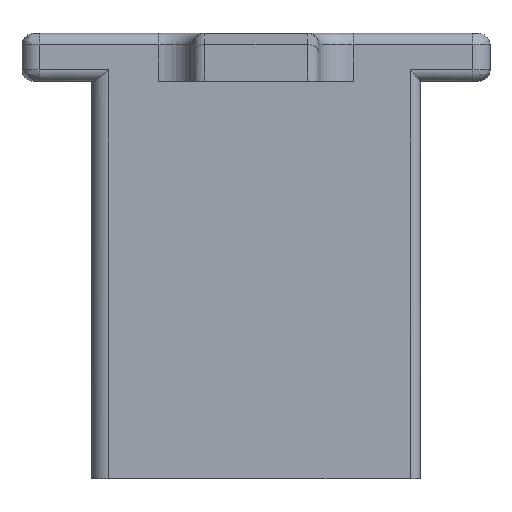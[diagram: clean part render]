
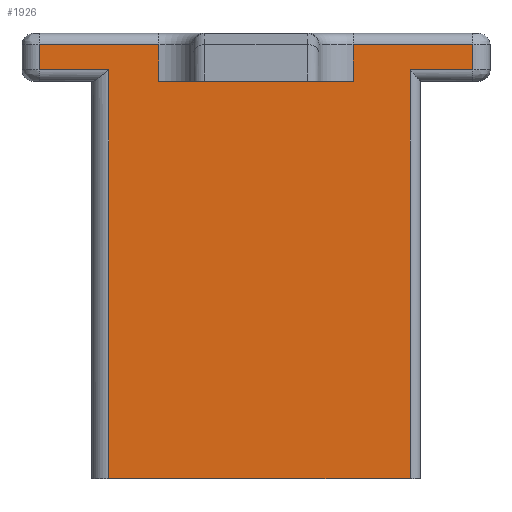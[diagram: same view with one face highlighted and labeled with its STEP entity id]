
A CAD part, top view. The second image highlights one B-rep face of the part: STEP entity #1926.
In plain terms, the highlighted planar face has unit normal (0, 0, 1).
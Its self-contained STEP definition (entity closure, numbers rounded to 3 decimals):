
#44=PLANE('',#2081);
#113=LINE('',#2764,#334);
#118=LINE('',#2774,#339);
#120=LINE('',#2777,#341);
#142=LINE('',#2842,#363);
#146=LINE('',#2906,#367);
#150=LINE('',#2917,#371);
#152=LINE('',#2924,#373);
#165=LINE('',#2955,#386);
#166=LINE('',#2959,#387);
#167=LINE('',#2961,#388);
#168=LINE('',#2963,#389);
#169=LINE('',#2965,#390);
#170=LINE('',#2966,#391);
#171=LINE('',#2968,#392);
#172=LINE('',#2969,#393);
#173=LINE('',#2970,#394);
#334=VECTOR('',#2224,10.);
#339=VECTOR('',#2233,10.);
#341=VECTOR('',#2237,10.);
#363=VECTOR('',#2289,10.);
#367=VECTOR('',#2325,10.);
#371=VECTOR('',#2337,10.);
#373=VECTOR('',#2345,10.);
#386=VECTOR('',#2374,10.);
#387=VECTOR('',#2379,10.);
#388=VECTOR('',#2380,10.);
#389=VECTOR('',#2381,10.);
#390=VECTOR('',#2382,10.);
#391=VECTOR('',#2383,10.);
#392=VECTOR('',#2384,10.);
#393=VECTOR('',#2385,10.);
#394=VECTOR('',#2386,10.);
#605=FACE_OUTER_BOUND('',#713,.T.);
#713=EDGE_LOOP('',(#1484,#1485,#1486,#1487,#1488,#1489,#1490,#1491,#1492,
#1493,#1494,#1495,#1496,#1497,#1498,#1499));
#865=VERTEX_POINT('',#2761);
#866=VERTEX_POINT('',#2763);
#868=VERTEX_POINT('',#2771);
#869=VERTEX_POINT('',#2773);
#896=VERTEX_POINT('',#2836);
#897=VERTEX_POINT('',#2840);
#904=VERTEX_POINT('',#2900);
#905=VERTEX_POINT('',#2904);
#908=VERTEX_POINT('',#2916);
#910=VERTEX_POINT('',#2922);
#920=VERTEX_POINT('',#2954);
#921=VERTEX_POINT('',#2958);
#922=VERTEX_POINT('',#2960);
#923=VERTEX_POINT('',#2962);
#924=VERTEX_POINT('',#2964);
#925=VERTEX_POINT('',#2967);
#1054=EDGE_CURVE('',#866,#865,#113,.T.);
#1059=EDGE_CURVE('',#869,#868,#118,.T.);
#1061=EDGE_CURVE('',#868,#866,#120,.T.);
#1094=EDGE_CURVE('',#897,#896,#142,.T.);
#1110=EDGE_CURVE('',#905,#904,#146,.T.);
#1115=EDGE_CURVE('',#896,#908,#150,.T.);
#1119=EDGE_CURVE('',#910,#897,#152,.T.);
#1134=EDGE_CURVE('',#904,#920,#165,.T.);
#1136=EDGE_CURVE('',#921,#910,#166,.T.);
#1137=EDGE_CURVE('',#922,#921,#167,.T.);
#1138=EDGE_CURVE('',#922,#923,#168,.T.);
#1139=EDGE_CURVE('',#924,#923,#169,.T.);
#1140=EDGE_CURVE('',#920,#924,#170,.T.);
#1141=EDGE_CURVE('',#925,#905,#171,.T.);
#1142=EDGE_CURVE('',#925,#869,#172,.T.);
#1143=EDGE_CURVE('',#865,#908,#173,.T.);
#1484=ORIENTED_EDGE('',*,*,#1094,.F.);
#1485=ORIENTED_EDGE('',*,*,#1119,.F.);
#1486=ORIENTED_EDGE('',*,*,#1136,.F.);
#1487=ORIENTED_EDGE('',*,*,#1137,.F.);
#1488=ORIENTED_EDGE('',*,*,#1138,.T.);
#1489=ORIENTED_EDGE('',*,*,#1139,.F.);
#1490=ORIENTED_EDGE('',*,*,#1140,.F.);
#1491=ORIENTED_EDGE('',*,*,#1134,.F.);
#1492=ORIENTED_EDGE('',*,*,#1110,.F.);
#1493=ORIENTED_EDGE('',*,*,#1141,.F.);
#1494=ORIENTED_EDGE('',*,*,#1142,.T.);
#1495=ORIENTED_EDGE('',*,*,#1059,.T.);
#1496=ORIENTED_EDGE('',*,*,#1061,.T.);
#1497=ORIENTED_EDGE('',*,*,#1054,.T.);
#1498=ORIENTED_EDGE('',*,*,#1143,.T.);
#1499=ORIENTED_EDGE('',*,*,#1115,.F.);
#1926=ADVANCED_FACE('',(#605),#44,.T.);
#2081=AXIS2_PLACEMENT_3D('',#2957,#2377,#2378);
#2224=DIRECTION('',(0.,-1.,0.));
#2233=DIRECTION('',(0.,1.,0.));
#2237=DIRECTION('',(-1.,0.,0.));
#2289=DIRECTION('',(1.,0.,0.));
#2325=DIRECTION('',(1.,0.,0.));
#2337=DIRECTION('',(0.,-1.,0.));
#2345=DIRECTION('',(0.,1.,0.));
#2374=DIRECTION('',(0.,-1.,0.));
#2377=DIRECTION('center_axis',(0.,0.,1.));
#2378=DIRECTION('ref_axis',(-1.,0.,0.));
#2379=DIRECTION('',(-1.,0.,0.));
#2380=DIRECTION('',(0.,1.,0.));
#2381=DIRECTION('',(1.,0.,0.));
#2382=DIRECTION('',(0.,-1.,0.));
#2383=DIRECTION('',(-1.,0.,0.));
#2384=DIRECTION('',(0.,1.,0.));
#2385=DIRECTION('',(-1.,0.,0.));
#2386=DIRECTION('',(-1.,0.,0.));
#2761=CARTESIAN_POINT('',(5.45,17.4,3.05));
#2763=CARTESIAN_POINT('',(5.45,19.5,3.05));
#2764=CARTESIAN_POINT('',(5.45,19.5,3.05));
#2771=CARTESIAN_POINT('',(8.95,19.5,3.05));
#2773=CARTESIAN_POINT('',(8.95,17.4,3.05));
#2774=CARTESIAN_POINT('',(8.95,19.5,3.05));
#2777=CARTESIAN_POINT('',(0.,19.5,3.05));
#2836=CARTESIAN_POINT('',(2.95,19.,3.05));
#2840=CARTESIAN_POINT('',(-2.3,19.,3.05));
#2842=CARTESIAN_POINT('',(3.6,19.,3.05));
#2900=CARTESIAN_POINT('',(16.7,19.,3.05));
#2904=CARTESIAN_POINT('',(11.45,19.,3.05));
#2906=CARTESIAN_POINT('',(3.6,19.,3.05));
#2916=CARTESIAN_POINT('',(2.95,17.4,3.05));
#2917=CARTESIAN_POINT('',(2.95,19.5,3.05));
#2922=CARTESIAN_POINT('',(-2.3,17.9,3.05));
#2924=CARTESIAN_POINT('',(-2.3,19.5,3.05));
#2954=CARTESIAN_POINT('',(16.7,17.9,3.05));
#2955=CARTESIAN_POINT('',(16.7,19.5,3.05));
#2957=CARTESIAN_POINT('Origin',(0.,19.5,3.05));
#2958=CARTESIAN_POINT('',(0.75,17.9,3.05));
#2959=CARTESIAN_POINT('',(3.6,17.9,3.05));
#2960=CARTESIAN_POINT('',(0.75,0.,3.05));
#2961=CARTESIAN_POINT('',(0.75,0.,3.05));
#2962=CARTESIAN_POINT('',(13.95,0.,3.05));
#2963=CARTESIAN_POINT('',(0.,0.,3.05));
#2964=CARTESIAN_POINT('',(13.95,17.9,3.05));
#2965=CARTESIAN_POINT('',(13.95,0.,3.05));
#2966=CARTESIAN_POINT('',(3.6,17.9,3.05));
#2967=CARTESIAN_POINT('',(11.45,17.4,3.05));
#2968=CARTESIAN_POINT('',(11.45,19.5,3.05));
#2969=CARTESIAN_POINT('',(3.6,17.4,3.05));
#2970=CARTESIAN_POINT('',(3.6,17.4,3.05));
